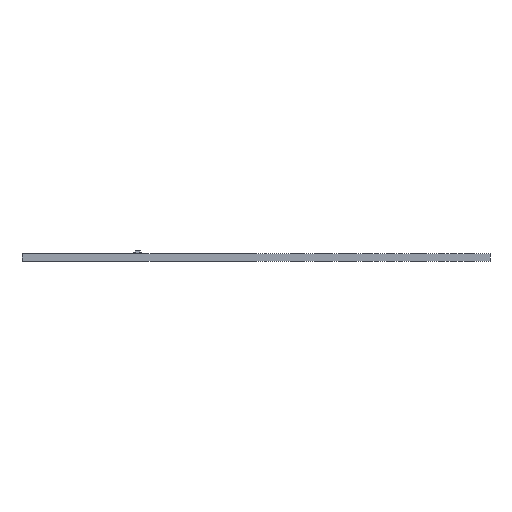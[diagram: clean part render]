
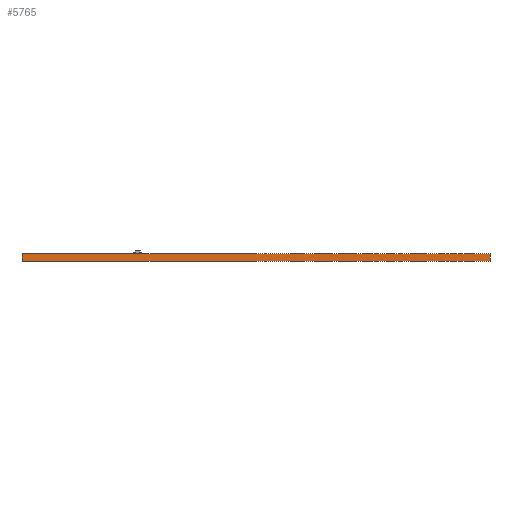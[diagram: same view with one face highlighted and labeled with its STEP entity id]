
A CAD part, left-side view. The second image highlights one B-rep face of the part: STEP entity #5765.
In plain terms, the highlighted planar face has unit normal (-1, 0, 0).
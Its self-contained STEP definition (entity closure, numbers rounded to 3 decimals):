
#5649 = EDGE_CURVE('',#5650,#5652,#5654,.T.);
#5650 = VERTEX_POINT('',#5651);
#5651 = CARTESIAN_POINT('',(0.,100.,0.));
#5652 = VERTEX_POINT('',#5653);
#5653 = CARTESIAN_POINT('',(0.,100.,1.6));
#5654 = SURFACE_CURVE('',#5655,(#5659,#5671),.PCURVE_S1.);
#5655 = LINE('',#5656,#5657);
#5656 = CARTESIAN_POINT('',(0.,100.,0.));
#5657 = VECTOR('',#5658,1.);
#5658 = DIRECTION('',(0.,0.,1.));
#5659 = PCURVE('',#5660,#5665);
#5660 = PLANE('',#5661);
#5661 = AXIS2_PLACEMENT_3D('',#5662,#5663,#5664);
#5662 = CARTESIAN_POINT('',(0.,100.,0.));
#5663 = DIRECTION('',(0.,1.,0.));
#5664 = DIRECTION('',(1.,0.,0.));
#5665 = DEFINITIONAL_REPRESENTATION('',(#5666),#5670);
#5666 = LINE('',#5667,#5668);
#5667 = CARTESIAN_POINT('',(0.,0.));
#5668 = VECTOR('',#5669,1.);
#5669 = DIRECTION('',(0.,-1.));
#5670 = ( GEOMETRIC_REPRESENTATION_CONTEXT(2) 
PARAMETRIC_REPRESENTATION_CONTEXT() REPRESENTATION_CONTEXT('2D SPACE',''
  ) );
#5671 = PCURVE('',#5672,#5677);
#5672 = PLANE('',#5673);
#5673 = AXIS2_PLACEMENT_3D('',#5674,#5675,#5676);
#5674 = CARTESIAN_POINT('',(0.,0.,0.));
#5675 = DIRECTION('',(-1.,0.,0.));
#5676 = DIRECTION('',(0.,1.,0.));
#5677 = DEFINITIONAL_REPRESENTATION('',(#5678),#5682);
#5678 = LINE('',#5679,#5680);
#5679 = CARTESIAN_POINT('',(100.,0.));
#5680 = VECTOR('',#5681,1.);
#5681 = DIRECTION('',(0.,-1.));
#5682 = ( GEOMETRIC_REPRESENTATION_CONTEXT(2) 
PARAMETRIC_REPRESENTATION_CONTEXT() REPRESENTATION_CONTEXT('2D SPACE',''
  ) );
#5700 = PLANE('',#5701);
#5701 = AXIS2_PLACEMENT_3D('',#5702,#5703,#5704);
#5702 = CARTESIAN_POINT('',(50.,50.,1.6));
#5703 = DIRECTION('',(-0.,-0.,-1.));
#5704 = DIRECTION('',(-1.,0.,0.));
#5754 = PLANE('',#5755);
#5755 = AXIS2_PLACEMENT_3D('',#5756,#5757,#5758);
#5756 = CARTESIAN_POINT('',(50.,50.,0.));
#5757 = DIRECTION('',(-0.,-0.,-1.));
#5758 = DIRECTION('',(-1.,0.,0.));
#5765 = ADVANCED_FACE('',(#5766),#5672,.T.);
#5766 = FACE_BOUND('',#5767,.T.);
#5767 = EDGE_LOOP('',(#5768,#5798,#5819,#5820));
#5768 = ORIENTED_EDGE('',*,*,#5769,.T.);
#5769 = EDGE_CURVE('',#5770,#5772,#5774,.T.);
#5770 = VERTEX_POINT('',#5771);
#5771 = CARTESIAN_POINT('',(0.,-0.,0.));
#5772 = VERTEX_POINT('',#5773);
#5773 = CARTESIAN_POINT('',(0.,0.,1.6));
#5774 = SURFACE_CURVE('',#5775,(#5779,#5786),.PCURVE_S1.);
#5775 = LINE('',#5776,#5777);
#5776 = CARTESIAN_POINT('',(0.,-0.,0.));
#5777 = VECTOR('',#5778,1.);
#5778 = DIRECTION('',(0.,0.,1.));
#5779 = PCURVE('',#5672,#5780);
#5780 = DEFINITIONAL_REPRESENTATION('',(#5781),#5785);
#5781 = LINE('',#5782,#5783);
#5782 = CARTESIAN_POINT('',(0.,0.));
#5783 = VECTOR('',#5784,1.);
#5784 = DIRECTION('',(0.,-1.));
#5785 = ( GEOMETRIC_REPRESENTATION_CONTEXT(2) 
PARAMETRIC_REPRESENTATION_CONTEXT() REPRESENTATION_CONTEXT('2D SPACE',''
  ) );
#5786 = PCURVE('',#5787,#5792);
#5787 = PLANE('',#5788);
#5788 = AXIS2_PLACEMENT_3D('',#5789,#5790,#5791);
#5789 = CARTESIAN_POINT('',(100.,0.,0.));
#5790 = DIRECTION('',(0.,-1.,0.));
#5791 = DIRECTION('',(-1.,0.,0.));
#5792 = DEFINITIONAL_REPRESENTATION('',(#5793),#5797);
#5793 = LINE('',#5794,#5795);
#5794 = CARTESIAN_POINT('',(100.,0.));
#5795 = VECTOR('',#5796,1.);
#5796 = DIRECTION('',(0.,-1.));
#5797 = ( GEOMETRIC_REPRESENTATION_CONTEXT(2) 
PARAMETRIC_REPRESENTATION_CONTEXT() REPRESENTATION_CONTEXT('2D SPACE',''
  ) );
#5798 = ORIENTED_EDGE('',*,*,#5799,.T.);
#5799 = EDGE_CURVE('',#5772,#5652,#5800,.T.);
#5800 = SURFACE_CURVE('',#5801,(#5805,#5812),.PCURVE_S1.);
#5801 = LINE('',#5802,#5803);
#5802 = CARTESIAN_POINT('',(0.,0.,1.6));
#5803 = VECTOR('',#5804,1.);
#5804 = DIRECTION('',(0.,1.,0.));
#5805 = PCURVE('',#5672,#5806);
#5806 = DEFINITIONAL_REPRESENTATION('',(#5807),#5811);
#5807 = LINE('',#5808,#5809);
#5808 = CARTESIAN_POINT('',(0.,-1.6));
#5809 = VECTOR('',#5810,1.);
#5810 = DIRECTION('',(1.,0.));
#5811 = ( GEOMETRIC_REPRESENTATION_CONTEXT(2) 
PARAMETRIC_REPRESENTATION_CONTEXT() REPRESENTATION_CONTEXT('2D SPACE',''
  ) );
#5812 = PCURVE('',#5700,#5813);
#5813 = DEFINITIONAL_REPRESENTATION('',(#5814),#5818);
#5814 = LINE('',#5815,#5816);
#5815 = CARTESIAN_POINT('',(50.,-50.));
#5816 = VECTOR('',#5817,1.);
#5817 = DIRECTION('',(0.,1.));
#5818 = ( GEOMETRIC_REPRESENTATION_CONTEXT(2) 
PARAMETRIC_REPRESENTATION_CONTEXT() REPRESENTATION_CONTEXT('2D SPACE',''
  ) );
#5819 = ORIENTED_EDGE('',*,*,#5649,.F.);
#5820 = ORIENTED_EDGE('',*,*,#5821,.F.);
#5821 = EDGE_CURVE('',#5770,#5650,#5822,.T.);
#5822 = SURFACE_CURVE('',#5823,(#5827,#5834),.PCURVE_S1.);
#5823 = LINE('',#5824,#5825);
#5824 = CARTESIAN_POINT('',(0.,-0.,0.));
#5825 = VECTOR('',#5826,1.);
#5826 = DIRECTION('',(0.,1.,0.));
#5827 = PCURVE('',#5672,#5828);
#5828 = DEFINITIONAL_REPRESENTATION('',(#5829),#5833);
#5829 = LINE('',#5830,#5831);
#5830 = CARTESIAN_POINT('',(0.,0.));
#5831 = VECTOR('',#5832,1.);
#5832 = DIRECTION('',(1.,0.));
#5833 = ( GEOMETRIC_REPRESENTATION_CONTEXT(2) 
PARAMETRIC_REPRESENTATION_CONTEXT() REPRESENTATION_CONTEXT('2D SPACE',''
  ) );
#5834 = PCURVE('',#5754,#5835);
#5835 = DEFINITIONAL_REPRESENTATION('',(#5836),#5840);
#5836 = LINE('',#5837,#5838);
#5837 = CARTESIAN_POINT('',(50.,-50.));
#5838 = VECTOR('',#5839,1.);
#5839 = DIRECTION('',(0.,1.));
#5840 = ( GEOMETRIC_REPRESENTATION_CONTEXT(2) 
PARAMETRIC_REPRESENTATION_CONTEXT() REPRESENTATION_CONTEXT('2D SPACE',''
  ) );
